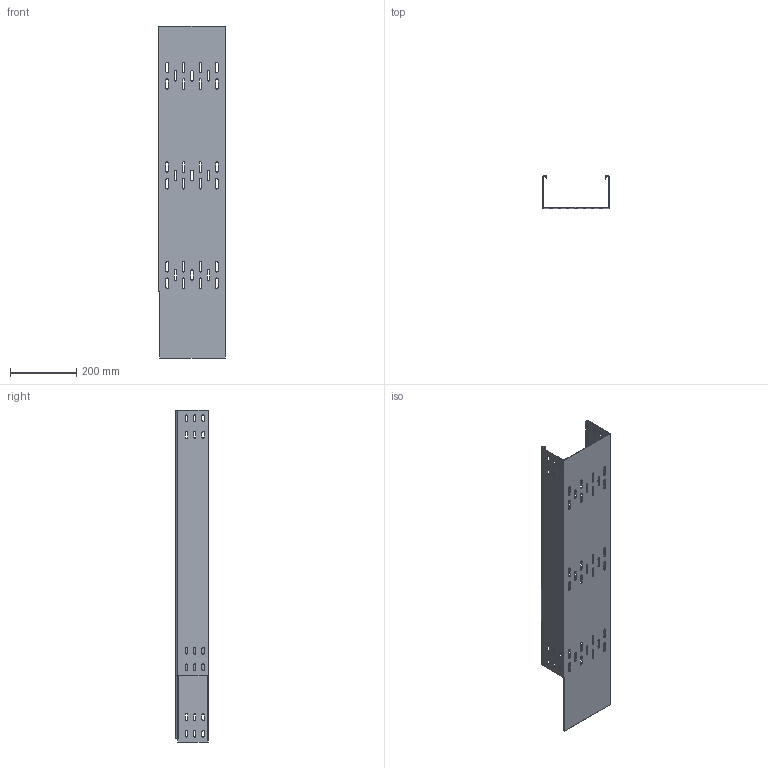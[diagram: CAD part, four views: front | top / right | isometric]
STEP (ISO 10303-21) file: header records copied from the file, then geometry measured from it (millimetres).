
FILE_DESCRIPTION (( 'STEP AP203' ), '1' );
FILE_NAME ('6061920.STEP', '2019-11-07T14:24:51', ( '' ), ( '' ), 'SwSTEP 2.0', 'SolidWorks 2018', '' );
FILE_SCHEMA (( 'CONFIG_CONTROL_DESIGN' ));
Length unit declared in the file: millimetre
Products named in the file (1): 6061920
Bounding box: 200 x 98 x 1000 mm (x, y, z)
Volume: 769269.3 mm3; surface area: 781993.9 mm2
Topology: 1 solids, 1 shells, 309 faces, 905 edges, 598 vertices
Faces by surface type: cylinder 163, plane 146
Entity records: 10642 total; most frequent: DIRECTION 1851, CARTESIAN_POINT 1813, ORIENTED_EDGE 1810, EDGE_CURVE 905, AXIS2_PLACEMENT_3D 636, VERTEX_POINT 598, VECTOR 579, LINE 579
